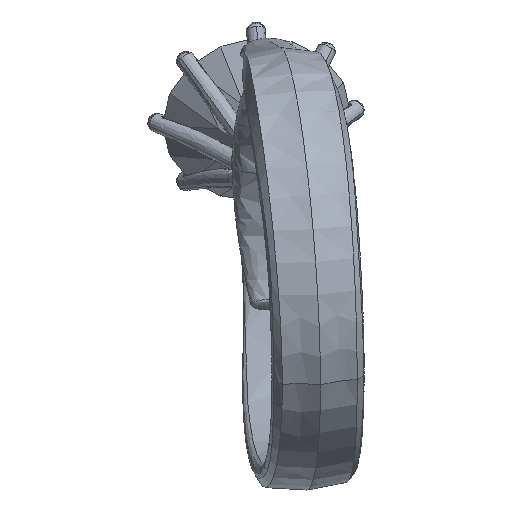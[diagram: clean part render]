
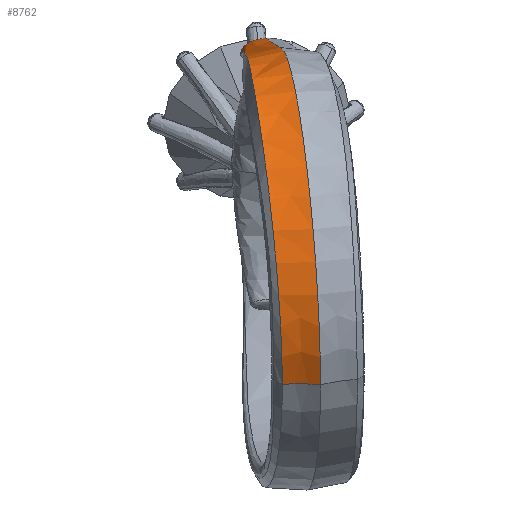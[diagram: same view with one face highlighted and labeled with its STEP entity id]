
A CAD part, left-side view. The second image highlights one B-rep face of the part: STEP entity #8762.
In plain terms, the highlighted free-form (B-spline) face has degree [3, 3] with [7, 10] control points.
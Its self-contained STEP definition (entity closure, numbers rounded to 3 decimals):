
#8662 = VERTEX_POINT('',#8663);
#8663 = CARTESIAN_POINT('',(-14.041,2.743,
    -9.161));
#8671 = VERTEX_POINT('',#8672);
#8672 = CARTESIAN_POINT('',(6.716,6.345,12.379)
  );
#8679 = EDGE_CURVE('',#8662,#8671,#8680,.T.);
#8680 = B_SPLINE_CURVE_WITH_KNOTS('',3,(#8681,#8682,#8683,#8684,#8685,
    #8686,#8687,#8688,#8689,#8690),.UNSPECIFIED.,.F.,.F.,(4,1,1,2,2,4),(
    0.,0.235,0.392,0.706,0.918,1.),
  .UNSPECIFIED.);
#8681 = CARTESIAN_POINT('',(-14.041,2.743,
    -9.161));
#8682 = CARTESIAN_POINT('',(-15.6,2.742,
    -6.62));
#8683 = CARTESIAN_POINT('',(-16.621,2.986,
    -1.204));
#8684 = CARTESIAN_POINT('',(-13.244,3.946,
    8.05));
#8685 = CARTESIAN_POINT('',(-7.921,4.747,
    11.685));
#8686 = CARTESIAN_POINT('',(-1.162,5.494,
    12.145));
#8687 = CARTESIAN_POINT('',(1.529,5.782,
    12.179));
#8688 = CARTESIAN_POINT('',(4.915,6.172,
    12.664));
#8689 = CARTESIAN_POINT('',(5.859,6.269,
    12.604));
#8690 = CARTESIAN_POINT('',(6.716,6.345,12.379)
  );
#8762 = ADVANCED_FACE('',(#8763),#8796,.T.);
#8763 = FACE_BOUND('',#8764,.T.);
#8764 = EDGE_LOOP('',(#8765,#8773,#8774,#8783));
#8765 = ORIENTED_EDGE('',*,*,#8766,.F.);
#8766 = EDGE_CURVE('',#8662,#8767,#8769,.T.);
#8767 = VERTEX_POINT('',#8768);
#8768 = CARTESIAN_POINT('',(-13.976,5.134,
    -9.124));
#8769 = ( BOUNDED_CURVE() B_SPLINE_CURVE(2,(#8770,#8771,#8772),
.UNSPECIFIED.,.F.,.F.) B_SPLINE_CURVE_WITH_KNOTS((3,3),(1.235,
1.597),.PIECEWISE_BEZIER_KNOTS.) CURVE() 
GEOMETRIC_REPRESENTATION_ITEM() RATIONAL_B_SPLINE_CURVE((1.,
0.984,1.)) REPRESENTATION_ITEM('') );
#8770 = CARTESIAN_POINT('',(-14.041,2.743,
    -9.161));
#8771 = CARTESIAN_POINT('',(-13.821,3.932,
    -9.029));
#8772 = CARTESIAN_POINT('',(-13.976,5.134,
    -9.124));
#8773 = ORIENTED_EDGE('',*,*,#8679,.T.);
#8774 = ORIENTED_EDGE('',*,*,#8775,.F.);
#8775 = EDGE_CURVE('',#8776,#8671,#8778,.T.);
#8776 = VERTEX_POINT('',#8777);
#8777 = CARTESIAN_POINT('',(6.383,7.747,
    11.587));
#8778 = ( BOUNDED_CURVE() B_SPLINE_CURVE(3,(#8779,#8780,#8781,#8782),
.UNSPECIFIED.,.F.,.F.) B_SPLINE_CURVE_WITH_KNOTS((4,4),(
0.023,1.571),.PIECEWISE_BEZIER_KNOTS.) CURVE() 
GEOMETRIC_REPRESENTATION_ITEM() RATIONAL_B_SPLINE_CURVE((1.,
0.81,0.81,1.)) REPRESENTATION_ITEM('') );
#8779 = CARTESIAN_POINT('',(6.383,7.747,
    11.587));
#8780 = CARTESIAN_POINT('',(6.489,7.765,
    11.998));
#8781 = CARTESIAN_POINT('',(6.626,7.188,
    12.324));
#8782 = CARTESIAN_POINT('',(6.716,6.345,12.379)
  );
#8783 = ORIENTED_EDGE('',*,*,#8784,.F.);
#8784 = EDGE_CURVE('',#8767,#8776,#8785,.T.);
#8785 = B_SPLINE_CURVE_WITH_KNOTS('',3,(#8786,#8787,#8788,#8789,#8790,
    #8791,#8792,#8793,#8794,#8795),.UNSPECIFIED.,.F.,.F.,(4,1,1,2,2,4),(
    0.,0.235,0.392,0.706,0.918,1.),
  .UNSPECIFIED.);
#8786 = CARTESIAN_POINT('',(-13.976,5.134,
    -9.124));
#8787 = CARTESIAN_POINT('',(-15.499,5.134,
    -6.642));
#8788 = CARTESIAN_POINT('',(-16.505,5.467,
    -1.308));
#8789 = CARTESIAN_POINT('',(-13.204,6.55,
    7.795));
#8790 = CARTESIAN_POINT('',(-8.004,7.237,
    11.301));
#8791 = CARTESIAN_POINT('',(-1.419,7.465,
    11.552));
#8792 = CARTESIAN_POINT('',(1.192,7.436,
    11.485));
#8793 = CARTESIAN_POINT('',(4.559,7.609,
    11.891));
#8794 = CARTESIAN_POINT('',(5.508,7.669,
    11.817));
#8795 = CARTESIAN_POINT('',(6.383,7.747,
    11.587));
#8796 = B_SPLINE_SURFACE_WITH_KNOTS('',3,3,(
    (#8797,#8798,#8799,#8800,#8801,#8802,#8803,#8804,#8805,#8806)
    ,(#8807,#8808,#8809,#8810,#8811,#8812,#8813,#8814,#8815,#8816)
    ,(#8817,#8818,#8819,#8820,#8821,#8822,#8823,#8824,#8825,#8826)
    ,(#8827,#8828,#8829,#8830,#8831,#8832,#8833,#8834,#8835,#8836)
    ,(#8837,#8838,#8839,#8840,#8841,#8842,#8843,#8844,#8845,#8846)
    ,(#8847,#8848,#8849,#8850,#8851,#8852,#8853,#8854,#8855,#8856)
    ,(#8857,#8858,#8859,#8860,#8861,#8862,#8863,#8864,#8865,#8866
  )),.UNSPECIFIED.,.F.,.F.,.F.,(4,1,1,1,4),(4,1,1,2,2,4),(
    0.081,0.13,0.18,0.229,
    0.279),(0.,0.235,0.392,0.706,
    0.918,1.),.UNSPECIFIED.);
#8797 = CARTESIAN_POINT('',(-13.976,5.134,
    -9.124));
#8798 = CARTESIAN_POINT('',(-15.499,5.134,
    -6.642));
#8799 = CARTESIAN_POINT('',(-16.505,5.467,
    -1.308));
#8800 = CARTESIAN_POINT('',(-13.204,6.55,
    7.795));
#8801 = CARTESIAN_POINT('',(-8.004,7.237,
    11.301));
#8802 = CARTESIAN_POINT('',(-1.419,7.465,
    11.552));
#8803 = CARTESIAN_POINT('',(1.192,7.436,
    11.485));
#8804 = CARTESIAN_POINT('',(4.559,7.609,
    11.891));
#8805 = CARTESIAN_POINT('',(5.508,7.669,
    11.817));
#8806 = CARTESIAN_POINT('',(6.383,7.747,
    11.587));
#8807 = CARTESIAN_POINT('',(-13.951,4.936,
    -9.108));
#8808 = CARTESIAN_POINT('',(-15.474,4.936,
    -6.626));
#8809 = CARTESIAN_POINT('',(-16.485,5.241,
    -1.313));
#8810 = CARTESIAN_POINT('',(-13.194,6.273,
    7.752));
#8811 = CARTESIAN_POINT('',(-7.994,6.976,
    11.264));
#8812 = CARTESIAN_POINT('',(-1.392,7.328,
    11.596));
#8813 = CARTESIAN_POINT('',(1.229,7.379,11.582
    ));
#8814 = CARTESIAN_POINT('',(4.599,7.607,12.026)
  );
#8815 = CARTESIAN_POINT('',(5.547,7.675,
    11.959));
#8816 = CARTESIAN_POINT('',(6.42,7.753,11.73
    ));
#8817 = CARTESIAN_POINT('',(-13.915,4.537,
    -9.086));
#8818 = CARTESIAN_POINT('',(-15.439,4.537,
    -6.604));
#8819 = CARTESIAN_POINT('',(-16.459,4.813,
    -1.321));
#8820 = CARTESIAN_POINT('',(-13.186,5.801,
    7.69));
#8821 = CARTESIAN_POINT('',(-7.981,6.525,
    11.22));
#8822 = CARTESIAN_POINT('',(-1.338,7.009,
    11.69));
#8823 = CARTESIAN_POINT('',(1.31,7.142,
    11.764));
#8824 = CARTESIAN_POINT('',(4.689,7.427,12.273));
#8825 = CARTESIAN_POINT('',(5.636,7.506,12.217
    ));
#8826 = CARTESIAN_POINT('',(6.503,7.583,
    11.989));
#8827 = CARTESIAN_POINT('',(-13.908,3.935,
    -9.081));
#8828 = CARTESIAN_POINT('',(-15.439,3.935,
    -6.588));
#8829 = CARTESIAN_POINT('',(-16.466,4.192,
    -1.298));
#8830 = CARTESIAN_POINT('',(-13.184,5.153,
    7.726));
#8831 = CARTESIAN_POINT('',(-7.957,5.903,
    11.283));
#8832 = CARTESIAN_POINT('',(-1.27,6.503,
    11.823));
#8833 = CARTESIAN_POINT('',(1.401,6.706,
    11.936));
#8834 = CARTESIAN_POINT('',(4.784,7.039,
    12.474));
#8835 = CARTESIAN_POINT('',(5.73,7.126,
    12.424));
#8836 = CARTESIAN_POINT('',(6.592,7.203,12.198
    ));
#8837 = CARTESIAN_POINT('',(-13.948,3.334,
    -9.105));
#8838 = CARTESIAN_POINT('',(-15.489,3.334,
    -6.593));
#8839 = CARTESIAN_POINT('',(-16.517,3.581,
    -1.26));
#8840 = CARTESIAN_POINT('',(-13.202,4.535,
    7.842));
#8841 = CARTESIAN_POINT('',(-7.936,5.31,
    11.434));
#8842 = CARTESIAN_POINT('',(-1.21,5.994,
    11.974));
#8843 = CARTESIAN_POINT('',(1.475,6.247,12.076
    ));
#8844 = CARTESIAN_POINT('',(4.861,6.614,
    12.608));
#8845 = CARTESIAN_POINT('',(5.806,6.706,12.557
    ));
#8846 = CARTESIAN_POINT('',(6.664,6.783,
    12.331));
#8847 = CARTESIAN_POINT('',(-14.005,2.939,
    -9.139));
#8848 = CARTESIAN_POINT('',(-15.558,2.938,
    -6.608));
#8849 = CARTESIAN_POINT('',(-16.582,3.183,
    -1.223));
#8850 = CARTESIAN_POINT('',(-13.228,4.139,7.974
    ));
#8851 = CARTESIAN_POINT('',(-7.925,4.932,
    11.593));
#8852 = CARTESIAN_POINT('',(-1.177,5.659,
    12.086));
#8853 = CARTESIAN_POINT('',(1.512,5.936,
    12.147));
#8854 = CARTESIAN_POINT('',(4.899,6.32,12.651)
  );
#8855 = CARTESIAN_POINT('',(5.843,6.415,
    12.595));
#8856 = CARTESIAN_POINT('',(6.7,6.491,12.37)
  );
#8857 = CARTESIAN_POINT('',(-14.041,2.743,
    -9.161));
#8858 = CARTESIAN_POINT('',(-15.6,2.742,
    -6.62));
#8859 = CARTESIAN_POINT('',(-16.621,2.986,
    -1.204));
#8860 = CARTESIAN_POINT('',(-13.244,3.946,
    8.05));
#8861 = CARTESIAN_POINT('',(-7.921,4.747,
    11.685));
#8862 = CARTESIAN_POINT('',(-1.162,5.494,
    12.145));
#8863 = CARTESIAN_POINT('',(1.529,5.782,
    12.179));
#8864 = CARTESIAN_POINT('',(4.915,6.172,
    12.664));
#8865 = CARTESIAN_POINT('',(5.859,6.269,
    12.604));
#8866 = CARTESIAN_POINT('',(6.716,6.345,12.379)
  );
